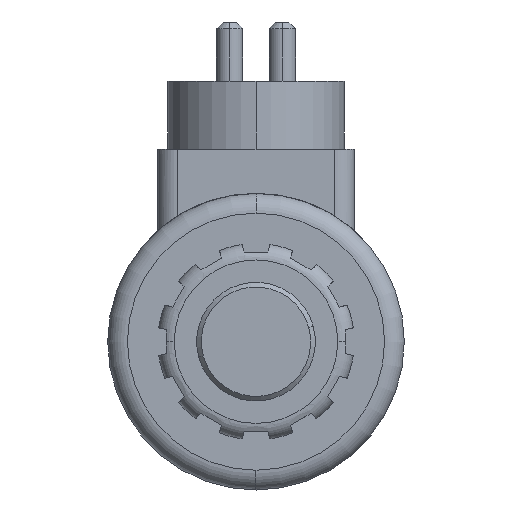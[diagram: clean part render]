
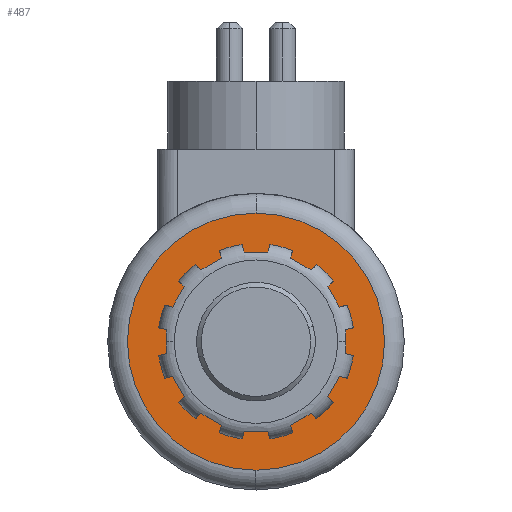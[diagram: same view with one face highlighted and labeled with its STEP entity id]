
A CAD part, left-side view. The second image highlights one B-rep face of the part: STEP entity #487.
In plain terms, the highlighted planar face has unit normal (-1, 0, 0).
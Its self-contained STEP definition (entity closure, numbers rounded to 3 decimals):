
#17 = CARTESIAN_POINT ( 'NONE',  ( -126.513, 43.864, 0. ) ) ;
#104 = PLANE ( 'NONE',  #6141 ) ;
#167 = DIRECTION ( 'NONE',  ( -1., 0., 0. ) ) ;
#419 = DIRECTION ( 'NONE',  ( -1., 0., 0. ) ) ;
#480 = CIRCLE ( 'NONE', #2727, 13.6 ) ;
#487 = ADVANCED_FACE ( 'NONE', ( #6371, #4973 ), #104, .T. ) ;
#508 = DIRECTION ( 'NONE',  ( 0., 0., 1. ) ) ;
#1096 = EDGE_CURVE ( 'NONE', #6143, #2103, #1459, .T. ) ;
#1150 = DIRECTION ( 'NONE',  ( -1., 0., 0. ) ) ;
#1311 = ORIENTED_EDGE ( 'NONE', *, *, #1096, .T. ) ;
#1459 = CIRCLE ( 'NONE', #4795, 19.5 ) ;
#1478 = AXIS2_PLACEMENT_3D ( 'NONE', #3681, #2061, #5673 ) ;
#1955 = CARTESIAN_POINT ( 'NONE',  ( -126.513, 30.264, 0. ) ) ;
#1966 = CARTESIAN_POINT ( 'NONE',  ( -126.513, 30.264, 0. ) ) ;
#2036 = ORIENTED_EDGE ( 'NONE', *, *, #2353, .F. ) ;
#2061 = DIRECTION ( 'NONE',  ( -1., 0., 0. ) ) ;
#2078 = EDGE_CURVE ( 'NONE', #2103, #6143, #6055, .T. ) ;
#2103 = VERTEX_POINT ( 'NONE', #5751 ) ;
#2353 = EDGE_CURVE ( 'NONE', #5930, #3773, #480, .T. ) ;
#2727 = AXIS2_PLACEMENT_3D ( 'NONE', #1966, #419, #7052 ) ;
#3028 = ORIENTED_EDGE ( 'NONE', *, *, #2078, .T. ) ;
#3167 = EDGE_CURVE ( 'NONE', #3773, #5930, #5436, .T. ) ;
#3225 = AXIS2_PLACEMENT_3D ( 'NONE', #5214, #167, #6189 ) ;
#3472 = EDGE_LOOP ( 'NONE', ( #1311, #3028 ) ) ;
#3681 = CARTESIAN_POINT ( 'NONE',  ( -126.513, 30.264, 0. ) ) ;
#3773 = VERTEX_POINT ( 'NONE', #17 ) ;
#4568 = CARTESIAN_POINT ( 'NONE',  ( -126.513, 30.264, 19.5 ) ) ;
#4795 = AXIS2_PLACEMENT_3D ( 'NONE', #6701, #1150, #508 ) ;
#4973 = FACE_BOUND ( 'NONE', #6421, .T. ) ;
#5214 = CARTESIAN_POINT ( 'NONE',  ( -126.513, 30.264, 0. ) ) ;
#5436 = CIRCLE ( 'NONE', #1478, 13.6 ) ;
#5608 = CARTESIAN_POINT ( 'NONE',  ( -126.513, 16.664, 0. ) ) ;
#5673 = DIRECTION ( 'NONE',  ( 0., 0., 1. ) ) ;
#5751 = CARTESIAN_POINT ( 'NONE',  ( -126.513, 30.264, -19.5 ) ) ;
#5930 = VERTEX_POINT ( 'NONE', #5608 ) ;
#6055 = CIRCLE ( 'NONE', #3225, 19.5 ) ;
#6141 = AXIS2_PLACEMENT_3D ( 'NONE', #1955, #8160, #7724 ) ;
#6143 = VERTEX_POINT ( 'NONE', #4568 ) ;
#6189 = DIRECTION ( 'NONE',  ( 0., 0., 1. ) ) ;
#6371 = FACE_OUTER_BOUND ( 'NONE', #3472, .T. ) ;
#6421 = EDGE_LOOP ( 'NONE', ( #2036, #7190 ) ) ;
#6701 = CARTESIAN_POINT ( 'NONE',  ( -126.513, 30.264, 0. ) ) ;
#7052 = DIRECTION ( 'NONE',  ( 0., 0., 1. ) ) ;
#7190 = ORIENTED_EDGE ( 'NONE', *, *, #3167, .F. ) ;
#7724 = DIRECTION ( 'NONE',  ( 0., 0., 1. ) ) ;
#8160 = DIRECTION ( 'NONE',  ( -1., 0., 0. ) ) ;
